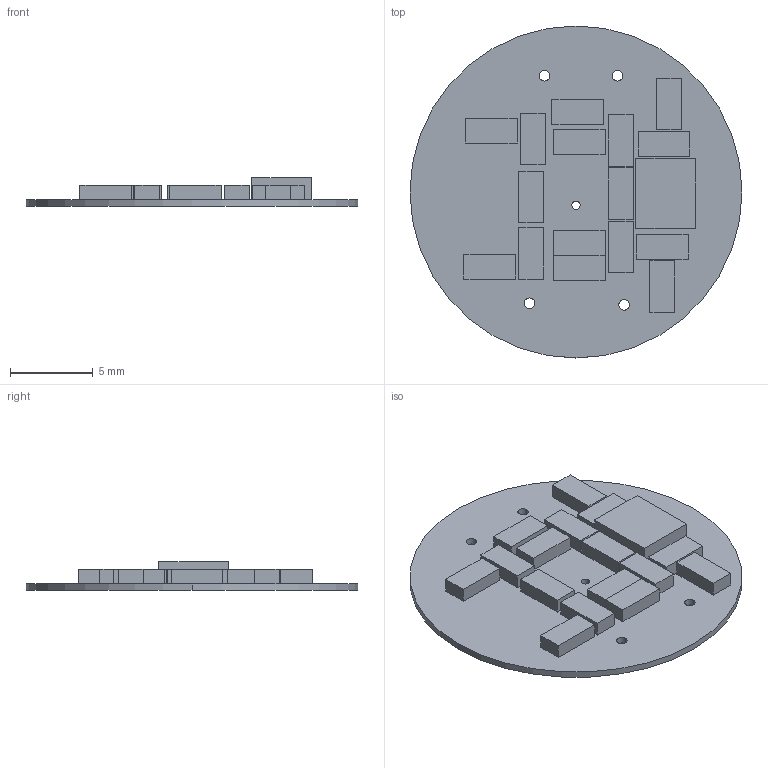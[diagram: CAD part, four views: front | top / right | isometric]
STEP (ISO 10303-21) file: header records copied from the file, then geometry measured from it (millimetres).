
FILE_DESCRIPTION(/* description */ ('PCB Design'),/* implementation_level */ '2;1');
FILE_NAME(/* name */ 'QHB_Micro_Diff_V1',/* time_stamp */ '2021-10-03T23:55:51+02:00',/* author */ ('Valentin'),/* organization */ (''),/* preprocessor_version */ 'ST-DEVELOPER v16',/* originating_system */ 'allegro_17.2P028',/* authorisation */ '');
FILE_SCHEMA (('AUTOMOTIVE_DESIGN { 1 0 10303 214 3 1 1 }'));
Length unit declared in the file: millimetre
Products named in the file (5): QHB_MICRO_DIFF_V1; BOARD_OUTLINE; COMPONENTS; SOT23; 0603
Assembly tree (19 placements, depth 3):
  QHB_MICRO_DIFF_V1
    BOARD_OUTLINE
    COMPONENTS
      SOT23
      0603  x16
Bounding box: 20 x 20 x 1.75 mm (x, y, z)
Surface area: 982.2 mm2 (no closed solid volume)
Topology: 0 solids, 18 shells, 116 faces, 263 edges, 160 vertices
Faces by surface type: plane 104, cylinder 12
Entity records: 998 total; most frequent: ORIENTED_EDGE 120, CARTESIAN_POINT 110, DIRECTION 89, AXIS2_PLACEMENT_3D 88, EDGE_CURVE 68, VERTEX_POINT 56, VECTOR 44, LINE 44
